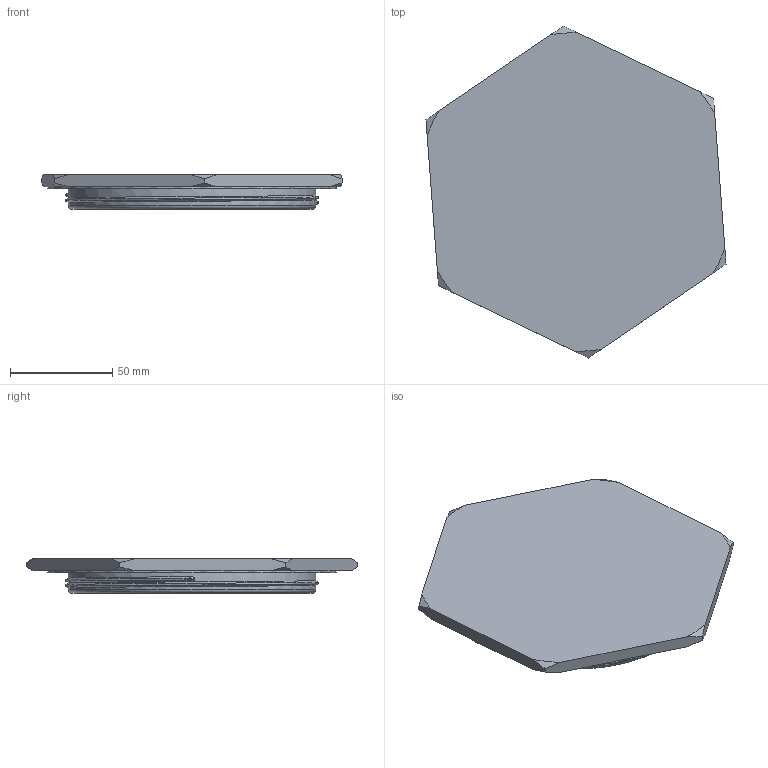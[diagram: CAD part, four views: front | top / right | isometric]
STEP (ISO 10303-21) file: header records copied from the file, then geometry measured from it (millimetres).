
FILE_DESCRIPTION(/* description */ (''),/* implementation_level */ '2;1');
FILE_NAME(/* name */ 'Lid V1.2.step',/* time_stamp */ '2024-06-28T16:36:04+02:00',/* author */ (''),/* organization */ (''),/* preprocessor_version */ 'ST-DEVELOPER v20',/* originating_system */ 'Autodesk Translation Framework v13.14.0.145',/* authorisation */ '');
FILE_SCHEMA (('AUTOMOTIVE_DESIGN { 1 0 10303 214 3 1 1 }'));
Length unit declared in the file: millimetre
Products named in the file (1): Lid V1.2
Bounding box: 146.71 x 162.35 x 17 mm (x, y, z)
Volume: 94182.1 mm3; surface area: 51098.5 mm2
Topology: 1 solids, 1 shells, 51 faces, 123 edges, 76 vertices
Faces by surface type: plane 18, cone 14, bspline 11, cylinder 6, torus 2
Full cylindrical faces by diameter (mm): 109 x1, 121 x2, 141 x1
Entity records: 2198 total; most frequent: CARTESIAN_POINT 1116, ORIENTED_EDGE 242, DIRECTION 187, EDGE_CURVE 121, AXIS2_PLACEMENT_3D 77, VERTEX_POINT 76, EDGE_LOOP 55, FACE_OUTER_BOUND 51
